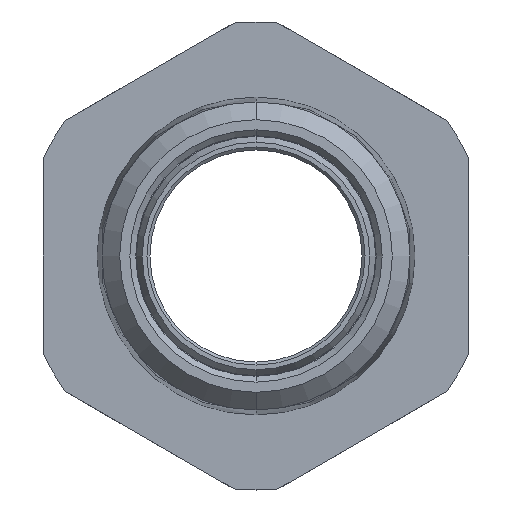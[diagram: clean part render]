
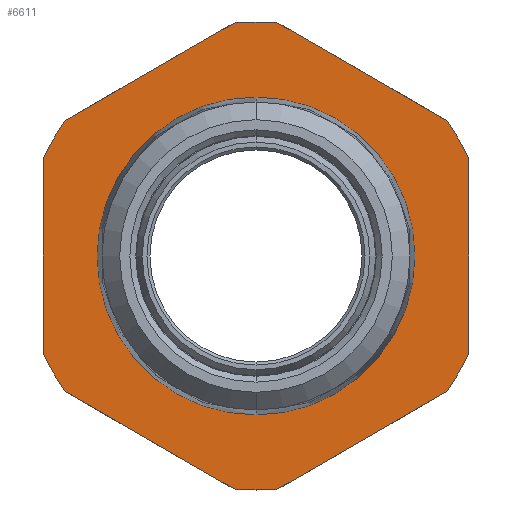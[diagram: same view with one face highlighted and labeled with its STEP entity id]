
A CAD part, left-side view. The second image highlights one B-rep face of the part: STEP entity #6611.
In plain terms, the highlighted planar face has unit normal (-1, 0, 0).
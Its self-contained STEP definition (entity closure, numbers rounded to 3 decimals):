
#109 = EDGE_LOOP ( 'NONE', ( #5026, #6750, #6308, #1193, #860, #6382, #4039, #730, #2788, #5550, #1990, #4185, #6676 ) ) ;
#144 = VERTEX_POINT ( 'NONE', #6571 ) ;
#284 = VERTEX_POINT ( 'NONE', #3361 ) ;
#346 = VERTEX_POINT ( 'NONE', #4362 ) ;
#543 = AXIS2_PLACEMENT_3D ( 'NONE', #1767, #1807, #1750 ) ;
#699 = CIRCLE ( 'NONE', #1292, 19.8 ) ;
#730 = ORIENTED_EDGE ( 'NONE', *, *, #4688, .F. ) ;
#762 = AXIS2_PLACEMENT_3D ( 'NONE', #3728, #3719, #3716 ) ;
#777 = AXIS2_PLACEMENT_3D ( 'NONE', #3809, #3802, #3797 ) ;
#818 = CIRCLE ( 'NONE', #762, 19.8 ) ;
#841 = AXIS2_PLACEMENT_3D ( 'NONE', #4271, #4265, #4259 ) ;
#860 = ORIENTED_EDGE ( 'NONE', *, *, #3893, .T. ) ;
#906 = AXIS2_PLACEMENT_3D ( 'NONE', #4826, #4825, #4818 ) ;
#980 = AXIS2_PLACEMENT_3D ( 'NONE', #5483, #5476, #5469 ) ;
#984 = AXIS2_PLACEMENT_3D ( 'NONE', #5546, #5536, #5532 ) ;
#997 = FACE_BOUND ( 'NONE', #3810, .T. ) ;
#1011 = CARTESIAN_POINT ( 'NONE',  ( 20.5, 1.856, -19.713 ) ) ;
#1016 = AXIS2_PLACEMENT_3D ( 'NONE', #5795, #5787, #5782 ) ;
#1193 = ORIENTED_EDGE ( 'NONE', *, *, #4749, .F. ) ;
#1224 = LINE ( 'NONE', #5397, #6373 ) ;
#1230 = CARTESIAN_POINT ( 'NONE',  ( 20.5, 16.144, 11.464 ) ) ;
#1292 = AXIS2_PLACEMENT_3D ( 'NONE', #2393, #2385, #2357 ) ;
#1379 = AXIS2_PLACEMENT_3D ( 'NONE', #6905, #4962, #6402 ) ;
#1647 = CARTESIAN_POINT ( 'NONE',  ( 20.5, -1.856, 19.713 ) ) ;
#1682 = VECTOR ( 'NONE', #5208, 1000. ) ;
#1750 = DIRECTION ( 'NONE',  ( 0., 0., -1. ) ) ;
#1767 = CARTESIAN_POINT ( 'NONE',  ( 20.5, 13.45, 0. ) ) ;
#1777 = PLANE ( 'NONE',  #543 ) ;
#1807 = DIRECTION ( 'NONE',  ( 1., 0., 0. ) ) ;
#1865 = CIRCLE ( 'NONE', #980, 19.8 ) ;
#1990 = ORIENTED_EDGE ( 'NONE', *, *, #5039, .F. ) ;
#2022 = CARTESIAN_POINT ( 'NONE',  ( 20.5, 1.856, 19.713 ) ) ;
#2040 = LINE ( 'NONE', #5135, #1682 ) ;
#2188 = VECTOR ( 'NONE', #5628, 1000. ) ;
#2235 = LINE ( 'NONE', #5192, #2188 ) ;
#2291 = VERTEX_POINT ( 'NONE', #1647 ) ;
#2299 = CIRCLE ( 'NONE', #1379, 19.8 ) ;
#2357 = DIRECTION ( 'NONE',  ( 0., 0., -1. ) ) ;
#2385 = DIRECTION ( 'NONE',  ( 1., 0., 0. ) ) ;
#2393 = CARTESIAN_POINT ( 'NONE',  ( 20.5, 0., 0. ) ) ;
#2455 = VECTOR ( 'NONE', #3563, 1000. ) ;
#2788 = ORIENTED_EDGE ( 'NONE', *, *, #4861, .T. ) ;
#2807 = CARTESIAN_POINT ( 'NONE',  ( 20.5, -16.144, -11.464 ) ) ;
#2849 = VECTOR ( 'NONE', #4933, 1000. ) ;
#2896 = EDGE_CURVE ( 'NONE', #284, #5892, #2299, .T. ) ;
#2948 = ORIENTED_EDGE ( 'NONE', *, *, #5117, .T. ) ;
#2989 = CARTESIAN_POINT ( 'NONE',  ( 20.5, 0., 13.45 ) ) ;
#3153 = VERTEX_POINT ( 'NONE', #6212 ) ;
#3337 = VERTEX_POINT ( 'NONE', #3679 ) ;
#3361 = CARTESIAN_POINT ( 'NONE',  ( 20.5, -18., -8.249 ) ) ;
#3395 = CARTESIAN_POINT ( 'NONE',  ( 20.5, -16.144, 11.464 ) ) ;
#3437 = CIRCLE ( 'NONE', #984, 19.8 ) ;
#3458 = EDGE_CURVE ( 'NONE', #3153, #4365, #699, .T. ) ;
#3538 = VECTOR ( 'NONE', #6149, 1000. ) ;
#3563 = DIRECTION ( 'NONE',  ( 0., -0.866, 0.5 ) ) ;
#3650 = VERTEX_POINT ( 'NONE', #1011 ) ;
#3679 = CARTESIAN_POINT ( 'NONE',  ( 20.5, -1.856, -19.713 ) ) ;
#3716 = DIRECTION ( 'NONE',  ( 0., 0., -1. ) ) ;
#3719 = DIRECTION ( 'NONE',  ( 1., 0., 0. ) ) ;
#3728 = CARTESIAN_POINT ( 'NONE',  ( 20.5, 0., 0. ) ) ;
#3797 = DIRECTION ( 'NONE',  ( 0., 0., -1. ) ) ;
#3802 = DIRECTION ( 'NONE',  ( 1., 0., 0. ) ) ;
#3809 = CARTESIAN_POINT ( 'NONE',  ( 20.5, 0., 0. ) ) ;
#3810 = EDGE_LOOP ( 'NONE', ( #2948, #5398 ) ) ;
#3845 = LINE ( 'NONE', #4737, #2455 ) ;
#3893 = EDGE_CURVE ( 'NONE', #3337, #5892, #3845, .T. ) ;
#3899 = CIRCLE ( 'NONE', #1016, 19.8 ) ;
#4039 = ORIENTED_EDGE ( 'NONE', *, *, #4892, .T. ) ;
#4092 = EDGE_CURVE ( 'NONE', #144, #4365, #2235, .T. ) ;
#4107 = VERTEX_POINT ( 'NONE', #6257 ) ;
#4185 = ORIENTED_EDGE ( 'NONE', *, *, #4794, .T. ) ;
#4225 = CIRCLE ( 'NONE', #906, 13.45 ) ;
#4259 = DIRECTION ( 'NONE',  ( 0., 0., -1. ) ) ;
#4265 = DIRECTION ( 'NONE',  ( 1., 0., 0. ) ) ;
#4271 = CARTESIAN_POINT ( 'NONE',  ( 20.5, 0., 0. ) ) ;
#4306 = EDGE_CURVE ( 'NONE', #3153, #3650, #4807, .T. ) ;
#4362 = CARTESIAN_POINT ( 'NONE',  ( 20.5, -18., 8.249 ) ) ;
#4365 = VERTEX_POINT ( 'NONE', #5452 ) ;
#4688 = EDGE_CURVE ( 'NONE', #5206, #346, #3899, .T. ) ;
#4737 = CARTESIAN_POINT ( 'NONE',  ( 20.5, 0., -20.785 ) ) ;
#4749 = EDGE_CURVE ( 'NONE', #3337, #3650, #3437, .T. ) ;
#4763 = VERTEX_POINT ( 'NONE', #5510 ) ;
#4765 = EDGE_CURVE ( 'NONE', #4763, #2291, #1865, .T. ) ;
#4783 = FACE_OUTER_BOUND ( 'NONE', #109, .T. ) ;
#4794 = EDGE_CURVE ( 'NONE', #6545, #7010, #1224, .T. ) ;
#4807 = LINE ( 'NONE', #5992, #3538 ) ;
#4818 = DIRECTION ( 'NONE',  ( 0., 0., -1. ) ) ;
#4825 = DIRECTION ( 'NONE',  ( 1., 0., 0. ) ) ;
#4826 = CARTESIAN_POINT ( 'NONE',  ( 20.5, 0., 0. ) ) ;
#4861 = EDGE_CURVE ( 'NONE', #5206, #2291, #2040, .T. ) ;
#4892 = EDGE_CURVE ( 'NONE', #284, #346, #6627, .T. ) ;
#4912 = EDGE_CURVE ( 'NONE', #5708, #4107, #4225, .T. ) ;
#4933 = DIRECTION ( 'NONE',  ( 0., 0., 1. ) ) ;
#4945 = CIRCLE ( 'NONE', #777, 13.45 ) ;
#4951 = CARTESIAN_POINT ( 'NONE',  ( 20.5, -18., -10.392 ) ) ;
#4962 = DIRECTION ( 'NONE',  ( 1., 0., 0. ) ) ;
#5026 = ORIENTED_EDGE ( 'NONE', *, *, #4092, .T. ) ;
#5039 = EDGE_CURVE ( 'NONE', #6545, #4763, #5114, .T. ) ;
#5114 = CIRCLE ( 'NONE', #841, 19.8 ) ;
#5117 = EDGE_CURVE ( 'NONE', #4107, #5708, #4945, .T. ) ;
#5135 = CARTESIAN_POINT ( 'NONE',  ( 20.5, -18., 10.392 ) ) ;
#5142 = EDGE_CURVE ( 'NONE', #144, #7010, #818, .T. ) ;
#5192 = CARTESIAN_POINT ( 'NONE',  ( 20.5, 18., 10.392 ) ) ;
#5206 = VERTEX_POINT ( 'NONE', #3395 ) ;
#5208 = DIRECTION ( 'NONE',  ( 0., 0.866, 0.5 ) ) ;
#5397 = CARTESIAN_POINT ( 'NONE',  ( 20.5, 0., 20.785 ) ) ;
#5398 = ORIENTED_EDGE ( 'NONE', *, *, #4912, .T. ) ;
#5446 = DIRECTION ( 'NONE',  ( 0., 0.866, -0.5 ) ) ;
#5452 = CARTESIAN_POINT ( 'NONE',  ( 20.5, 18., -8.249 ) ) ;
#5469 = DIRECTION ( 'NONE',  ( 0., 0., -1. ) ) ;
#5476 = DIRECTION ( 'NONE',  ( 1., 0., 0. ) ) ;
#5483 = CARTESIAN_POINT ( 'NONE',  ( 20.5, 0., 0. ) ) ;
#5510 = CARTESIAN_POINT ( 'NONE',  ( 20.5, 0., 19.8 ) ) ;
#5532 = DIRECTION ( 'NONE',  ( 0., 0., -1. ) ) ;
#5536 = DIRECTION ( 'NONE',  ( 1., 0., 0. ) ) ;
#5546 = CARTESIAN_POINT ( 'NONE',  ( 20.5, 0., 0. ) ) ;
#5550 = ORIENTED_EDGE ( 'NONE', *, *, #4765, .F. ) ;
#5628 = DIRECTION ( 'NONE',  ( 0., 0., -1. ) ) ;
#5708 = VERTEX_POINT ( 'NONE', #2989 ) ;
#5782 = DIRECTION ( 'NONE',  ( 0., 0., -1. ) ) ;
#5787 = DIRECTION ( 'NONE',  ( 1., 0., 0. ) ) ;
#5795 = CARTESIAN_POINT ( 'NONE',  ( 20.5, 0., 0. ) ) ;
#5892 = VERTEX_POINT ( 'NONE', #2807 ) ;
#5992 = CARTESIAN_POINT ( 'NONE',  ( 20.5, 18., -10.392 ) ) ;
#6149 = DIRECTION ( 'NONE',  ( 0., -0.866, -0.5 ) ) ;
#6212 = CARTESIAN_POINT ( 'NONE',  ( 20.5, 16.144, -11.464 ) ) ;
#6257 = CARTESIAN_POINT ( 'NONE',  ( 20.5, 0., -13.45 ) ) ;
#6308 = ORIENTED_EDGE ( 'NONE', *, *, #4306, .T. ) ;
#6373 = VECTOR ( 'NONE', #5446, 1000. ) ;
#6382 = ORIENTED_EDGE ( 'NONE', *, *, #2896, .F. ) ;
#6402 = DIRECTION ( 'NONE',  ( 0., 0., -1. ) ) ;
#6545 = VERTEX_POINT ( 'NONE', #2022 ) ;
#6571 = CARTESIAN_POINT ( 'NONE',  ( 20.5, 18., 8.249 ) ) ;
#6611 = ADVANCED_FACE ( 'NONE', ( #4783, #997 ), #1777, .F. ) ;
#6627 = LINE ( 'NONE', #4951, #2849 ) ;
#6676 = ORIENTED_EDGE ( 'NONE', *, *, #5142, .F. ) ;
#6750 = ORIENTED_EDGE ( 'NONE', *, *, #3458, .F. ) ;
#6905 = CARTESIAN_POINT ( 'NONE',  ( 20.5, 0., 0. ) ) ;
#7010 = VERTEX_POINT ( 'NONE', #1230 ) ;
